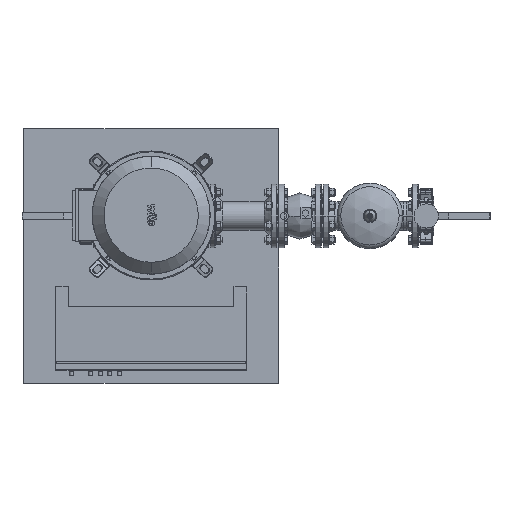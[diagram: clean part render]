
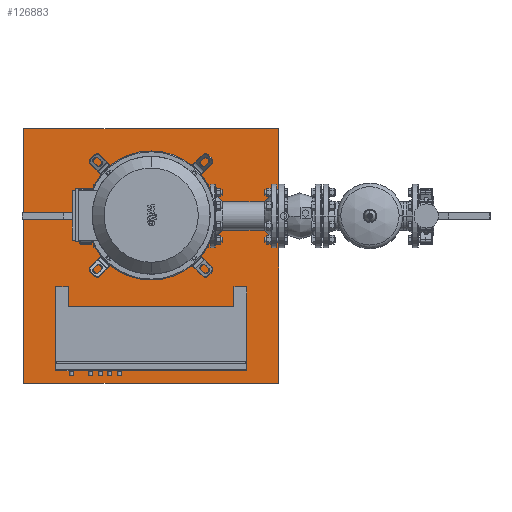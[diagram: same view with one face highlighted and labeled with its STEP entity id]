
A CAD part, top view. The second image highlights one B-rep face of the part: STEP entity #126883.
In plain terms, the highlighted planar face has unit normal (0, 0, 1).
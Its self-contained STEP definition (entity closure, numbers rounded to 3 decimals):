
#126844=CARTESIAN_POINT('',(-400.0,-125.,125.0));
#126845=DIRECTION('',(0.0,0.0,1.0));
#126846=DIRECTION('',(0.0,-1.0,0.0));
#126847=AXIS2_PLACEMENT_3D('',#126844,#126845,#126846);
#126848=PLANE('',#126847);
#126849=CARTESIAN_POINT('',(400.0,-525.0,125.));
#126850=VERTEX_POINT('',#126849);
#126851=CARTESIAN_POINT('',(400.0,275.0,125.));
#126852=VERTEX_POINT('',#126851);
#126853=CARTESIAN_POINT('',(400.0,-525.0,125.));
#126854=DIRECTION('',(0.0,1.0,0.0));
#126855=VECTOR('',#126854,800.0);
#126856=LINE('',#126853,#126855);
#126857=EDGE_CURVE('',#126850,#126852,#126856,.T.);
#126858=ORIENTED_EDGE('',*,*,#126857,.T.);
#126859=CARTESIAN_POINT('',(-400.0,275.0,125.));
#126860=VERTEX_POINT('',#126859);
#126861=CARTESIAN_POINT('',(-400.0,275.0,125.));
#126862=DIRECTION('',(1.0,0.0,0.0));
#126863=VECTOR('',#126862,800.0);
#126864=LINE('',#126861,#126863);
#126865=EDGE_CURVE('',#126860,#126852,#126864,.T.);
#126866=ORIENTED_EDGE('',*,*,#126865,.F.);
#126867=CARTESIAN_POINT('',(-400.0,-525.0,125.));
#126868=VERTEX_POINT('',#126867);
#126869=CARTESIAN_POINT('',(-400.0,275.0,125.));
#126870=DIRECTION('',(0.0,-1.0,0.0));
#126871=VECTOR('',#126870,800.0);
#126872=LINE('',#126869,#126871);
#126873=EDGE_CURVE('',#126860,#126868,#126872,.T.);
#126874=ORIENTED_EDGE('',*,*,#126873,.T.);
#126875=CARTESIAN_POINT('',(-400.0,-525.0,125.));
#126876=DIRECTION('',(1.0,0.0,0.0));
#126877=VECTOR('',#126876,800.0);
#126878=LINE('',#126875,#126877);
#126879=EDGE_CURVE('',#126868,#126850,#126878,.T.);
#126880=ORIENTED_EDGE('',*,*,#126879,.T.);
#126881=EDGE_LOOP('',(#126858,#126866,#126874,#126880));
#126882=FACE_OUTER_BOUND('',#126881,.T.);
#126883=ADVANCED_FACE('',(#126882),#126848,.T.);
